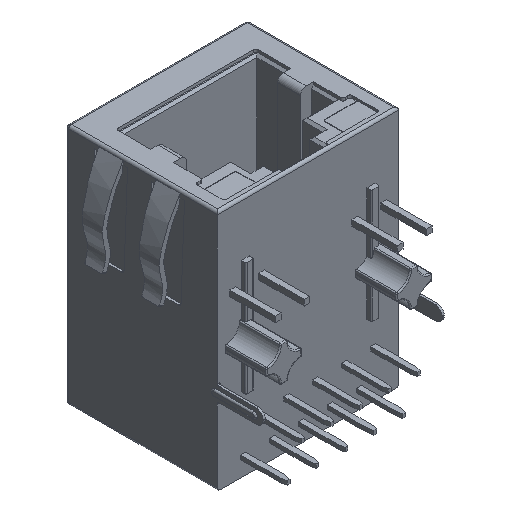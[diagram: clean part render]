
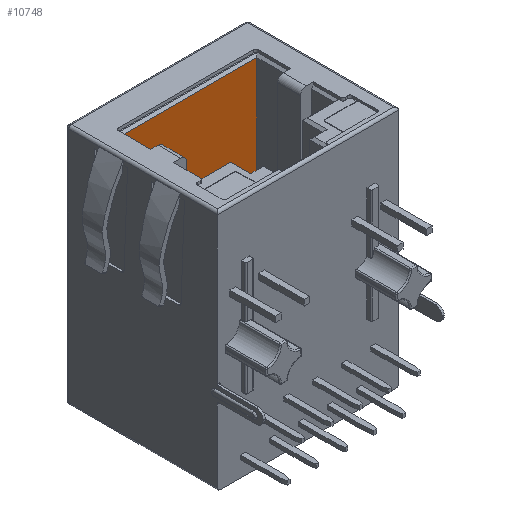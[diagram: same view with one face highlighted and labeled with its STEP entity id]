
A CAD part, isometric view. The second image highlights one B-rep face of the part: STEP entity #10748.
In plain terms, the highlighted planar face has unit normal (0, -1, 0).
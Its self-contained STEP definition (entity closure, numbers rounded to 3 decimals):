
#1236 = VERTEX_POINT ( 'NONE', #12372 ) ;
#1437 = VECTOR ( 'NONE', #15931, 1000. ) ;
#2451 = DIRECTION ( 'NONE',  ( -1., 0., 0. ) ) ;
#2559 = CARTESIAN_POINT ( 'NONE',  ( 3.665, 14.45, -0.45 ) ) ;
#3136 = DIRECTION ( 'NONE',  ( 0., 0., -1. ) ) ;
#3976 = CARTESIAN_POINT ( 'NONE',  ( 15.565, 14.45, -9.8 ) ) ;
#4332 = EDGE_LOOP ( 'NONE', ( #6144, #7088, #10528, #18129 ) ) ;
#4417 = VERTEX_POINT ( 'NONE', #15974 ) ;
#4606 = EDGE_CURVE ( 'NONE', #1236, #17312, #12329, .T. ) ;
#5714 = LINE ( 'NONE', #2559, #1437 ) ;
#5753 = VERTEX_POINT ( 'NONE', #11366 ) ;
#6144 = ORIENTED_EDGE ( 'NONE', *, *, #14026, .T. ) ;
#7088 = ORIENTED_EDGE ( 'NONE', *, *, #13110, .F. ) ;
#7795 = CARTESIAN_POINT ( 'NONE',  ( 15.565, 14.45, 0. ) ) ;
#7834 = VECTOR ( 'NONE', #3136, 1000. ) ;
#8540 = CARTESIAN_POINT ( 'NONE',  ( 3.665, 14.45, -0.45 ) ) ;
#9376 = CARTESIAN_POINT ( 'NONE',  ( 15.565, 14.45, -0.45 ) ) ;
#10382 = CARTESIAN_POINT ( 'NONE',  ( 15.565, 14.45, -0.45 ) ) ;
#10528 = ORIENTED_EDGE ( 'NONE', *, *, #11682, .F. ) ;
#10748 = ADVANCED_FACE ( 'NONE', ( #10754 ), #15052, .F. ) ;
#10754 = FACE_OUTER_BOUND ( 'NONE', #4332, .T. ) ;
#11366 = CARTESIAN_POINT ( 'NONE',  ( 3.665, 14.45, -9.8 ) ) ;
#11682 = EDGE_CURVE ( 'NONE', #1236, #4417, #13531, .T. ) ;
#12329 = LINE ( 'NONE', #9376, #13031 ) ;
#12372 = CARTESIAN_POINT ( 'NONE',  ( 15.565, 14.45, -0.45 ) ) ;
#12526 = DIRECTION ( 'NONE',  ( -1., 0., 0. ) ) ;
#13031 = VECTOR ( 'NONE', #12526, 1000. ) ;
#13110 = EDGE_CURVE ( 'NONE', #4417, #5753, #18649, .T. ) ;
#13531 = LINE ( 'NONE', #10382, #7834 ) ;
#14026 = EDGE_CURVE ( 'NONE', #17312, #5753, #5714, .T. ) ;
#14582 = VECTOR ( 'NONE', #2451, 1000. ) ;
#14696 = DIRECTION ( 'NONE',  ( 0., 1., 0. ) ) ;
#15052 = PLANE ( 'NONE',  #18780 ) ;
#15931 = DIRECTION ( 'NONE',  ( 0., 0., -1. ) ) ;
#15974 = CARTESIAN_POINT ( 'NONE',  ( 15.565, 14.45, -9.8 ) ) ;
#16204 = DIRECTION ( 'NONE',  ( 1., 0., 0. ) ) ;
#17312 = VERTEX_POINT ( 'NONE', #8540 ) ;
#18129 = ORIENTED_EDGE ( 'NONE', *, *, #4606, .T. ) ;
#18649 = LINE ( 'NONE', #3976, #14582 ) ;
#18780 = AXIS2_PLACEMENT_3D ( 'NONE', #7795, #14696, #16204 ) ;
